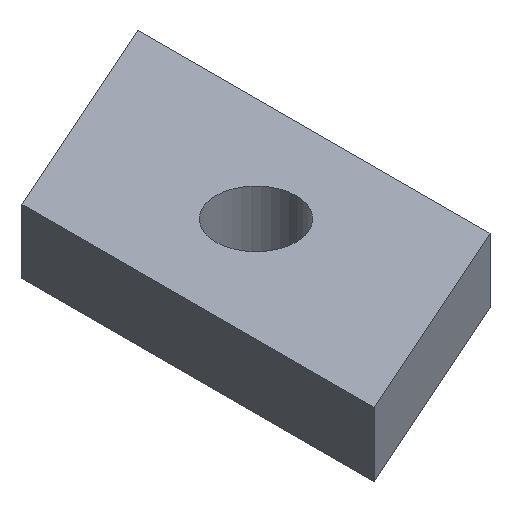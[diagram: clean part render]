
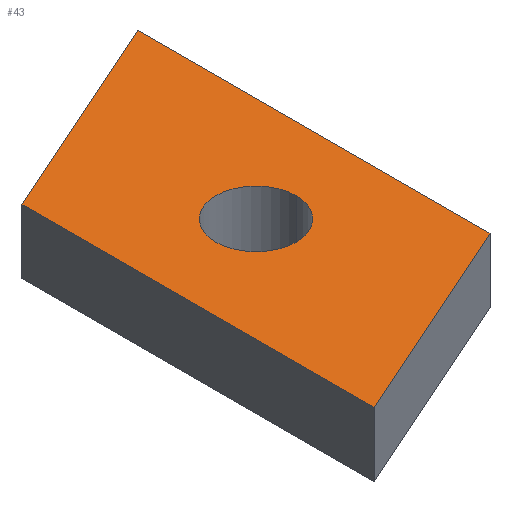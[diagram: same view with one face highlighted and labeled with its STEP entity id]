
A CAD part, isometric view. The second image highlights one B-rep face of the part: STEP entity #43.
In plain terms, the highlighted planar face has unit normal (0, 0, 1).
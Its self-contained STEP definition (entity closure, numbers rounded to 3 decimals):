
#3 = CARTESIAN_POINT ( 'NONE',  ( 13., 5.788, 4. ) ) ;
#4 = VERTEX_POINT ( 'NONE', #94 ) ;
#6 = CARTESIAN_POINT ( 'NONE',  ( 13., 27.681, 4. ) ) ;
#12 = DIRECTION ( 'NONE',  ( 0., 1., 0. ) ) ;
#18 = CIRCLE ( 'NONE', #219, 2.5 ) ;
#25 = VERTEX_POINT ( 'NONE', #220 ) ;
#27 = DIRECTION ( 'NONE',  ( 1., 0., 0. ) ) ;
#30 = DIRECTION ( 'NONE',  ( 0., 0., 1. ) ) ;
#31 = CARTESIAN_POINT ( 'NONE',  ( 6.5, 13.84, 4. ) ) ;
#43 = ADVANCED_FACE ( 'NONE', ( #82, #72 ), #133, .T. ) ;
#49 = EDGE_CURVE ( 'NONE', #232, #225, #56, .T. ) ;
#52 = CIRCLE ( 'NONE', #137, 2.5 ) ;
#54 = EDGE_CURVE ( 'NONE', #225, #25, #267, .T. ) ;
#56 = LINE ( 'NONE', #64, #93 ) ;
#58 = VECTOR ( 'NONE', #231, 1000. ) ;
#64 = CARTESIAN_POINT ( 'NONE',  ( 0., 0., 4. ) ) ;
#65 = DIRECTION ( 'NONE',  ( 1., 0., 0. ) ) ;
#69 = DIRECTION ( 'NONE',  ( 0., 0., 1. ) ) ;
#72 = FACE_BOUND ( 'NONE', #264, .T. ) ;
#77 = ORIENTED_EDGE ( 'NONE', *, *, #54, .T. ) ;
#80 = CARTESIAN_POINT ( 'NONE',  ( 0., 21.893, 4. ) ) ;
#82 = FACE_OUTER_BOUND ( 'NONE', #260, .T. ) ;
#83 = LINE ( 'NONE', #6, #201 ) ;
#87 = EDGE_CURVE ( 'NONE', #25, #140, #83, .T. ) ;
#91 = VERTEX_POINT ( 'NONE', #198 ) ;
#93 = VECTOR ( 'NONE', #181, 1000. ) ;
#94 = CARTESIAN_POINT ( 'NONE',  ( 9., 13.84, 4. ) ) ;
#116 = EDGE_CURVE ( 'NONE', #91, #4, #18, .T. ) ;
#120 = ORIENTED_EDGE ( 'NONE', *, *, #185, .F. ) ;
#133 = PLANE ( 'NONE',  #168 ) ;
#137 = AXIS2_PLACEMENT_3D ( 'NONE', #211, #218, #215 ) ;
#140 = VERTEX_POINT ( 'NONE', #80 ) ;
#158 = VECTOR ( 'NONE', #12, 1000. ) ;
#160 = CARTESIAN_POINT ( 'NONE',  ( 13., 5.788, 4. ) ) ;
#167 = EDGE_CURVE ( 'NONE', #140, #232, #265, .T. ) ;
#168 = AXIS2_PLACEMENT_3D ( 'NONE', #160, #69, #65 ) ;
#181 = DIRECTION ( 'NONE',  ( 0.914, 0.407, 0. ) ) ;
#185 = EDGE_CURVE ( 'NONE', #4, #91, #52, .T. ) ;
#189 = CARTESIAN_POINT ( 'NONE',  ( 0., 0., 4. ) ) ;
#198 = CARTESIAN_POINT ( 'NONE',  ( 4., 13.84, 4. ) ) ;
#201 = VECTOR ( 'NONE', #228, 1000. ) ;
#202 = ORIENTED_EDGE ( 'NONE', *, *, #87, .T. ) ;
#206 = ORIENTED_EDGE ( 'NONE', *, *, #167, .T. ) ;
#211 = CARTESIAN_POINT ( 'NONE',  ( 6.5, 13.84, 4. ) ) ;
#212 = CARTESIAN_POINT ( 'NONE',  ( 13., 5.788, 4. ) ) ;
#215 = DIRECTION ( 'NONE',  ( 1., 0., 0. ) ) ;
#218 = DIRECTION ( 'NONE',  ( 0., 0., 1. ) ) ;
#219 = AXIS2_PLACEMENT_3D ( 'NONE', #31, #30, #27 ) ;
#220 = CARTESIAN_POINT ( 'NONE',  ( 13., 27.681, 4. ) ) ;
#222 = ORIENTED_EDGE ( 'NONE', *, *, #116, .F. ) ;
#225 = VERTEX_POINT ( 'NONE', #212 ) ;
#228 = DIRECTION ( 'NONE',  ( -0.914, -0.407, 0. ) ) ;
#231 = DIRECTION ( 'NONE',  ( 0., -1., 0. ) ) ;
#232 = VERTEX_POINT ( 'NONE', #189 ) ;
#234 = CARTESIAN_POINT ( 'NONE',  ( 0., 0., 4. ) ) ;
#243 = ORIENTED_EDGE ( 'NONE', *, *, #49, .T. ) ;
#260 = EDGE_LOOP ( 'NONE', ( #243, #77, #202, #206 ) ) ;
#264 = EDGE_LOOP ( 'NONE', ( #222, #120 ) ) ;
#265 = LINE ( 'NONE', #234, #58 ) ;
#267 = LINE ( 'NONE', #3, #158 ) ;
